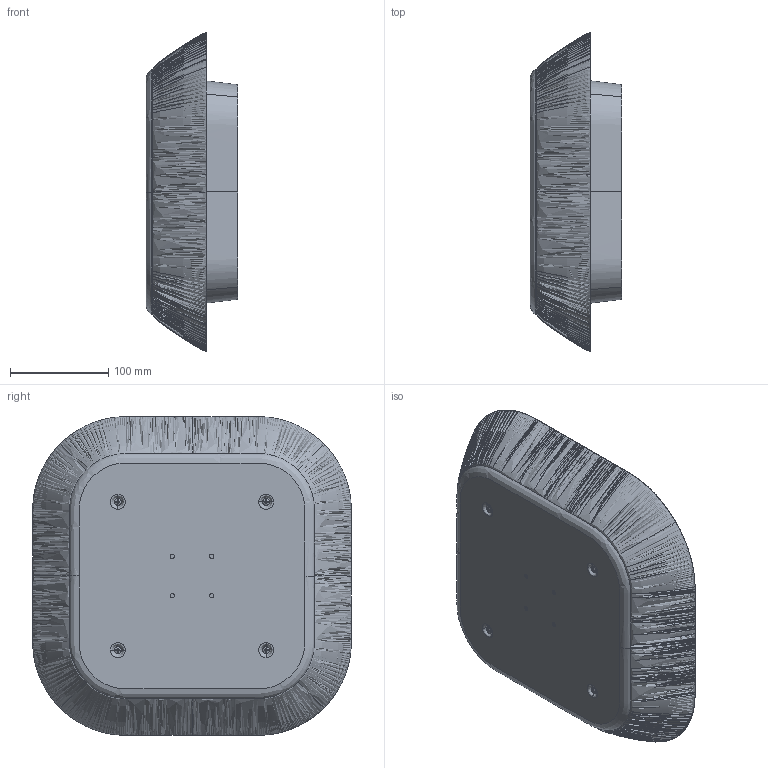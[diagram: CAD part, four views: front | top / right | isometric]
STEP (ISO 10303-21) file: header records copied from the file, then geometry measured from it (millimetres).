
FILE_DESCRIPTION (( 'STEP AP214' ), '1' );
FILE_NAME ('TP19.STEP', '2022-03-01T16:46:02', ( '' ), ( '' ), 'SwSTEP 2.0', 'SolidWorks 2021', '' );
FILE_SCHEMA (( 'AUTOMOTIVE_DESIGN' ));
Length unit declared in the file: inch
Products named in the file (1): TP19
Bounding box: 93.53 x 324.33 x 324.33 mm (x, y, z)
Volume: 3047000.6 mm3; surface area: 434186.4 mm2
Topology: 1 solids, 5 shells, 475 faces, 1604 edges, 950 vertices
Faces by surface type: bspline 266, plane 110, torus 73, cylinder 26
Entity records: 93594 total; most frequent: CARTESIAN_POINT 80760, ORIENTED_EDGE 2888, EDGE_CURVE 1444, B_SPLINE_CURVE_WITH_KNOTS 1094, VERTEX_POINT 934, DIRECTION 842, EDGE_LOOP 500, FACE_OUTER_BOUND 459
